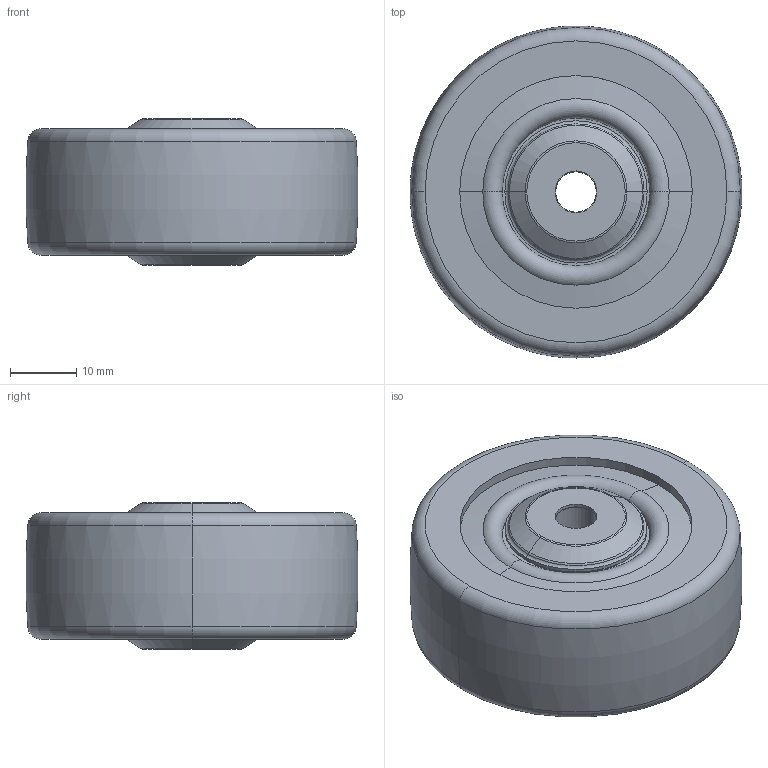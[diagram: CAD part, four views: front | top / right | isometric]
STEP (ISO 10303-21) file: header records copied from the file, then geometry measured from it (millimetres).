
FILE_DESCRIPTION (( 'STEP AP203' ), '1' );
FILE_NAME ('tente agila 50 swivel wheel_Default_sldprt.STEP', '2025-04-30T13:52:04', ( '' ), ( '' ), 'SwSTEP 2.0', 'SolidWorks 2024', '' );
FILE_SCHEMA (( 'CONFIG_CONTROL_DESIGN' ));
Length unit declared in the file: millimetre
Products named in the file (1): tente agila 50 swivel wheel_Default_sldprt
Bounding box: 49.93 x 49.93 x 22 mm (x, y, z)
Volume: 34737.5 mm3; surface area: 9446.9 mm2
Topology: 1 solids, 1 shells, 110 faces, 220 edges, 124 vertices
Faces by surface type: torus 42, cone 28, cylinder 26, plane 14
Entity records: 2947 total; most frequent: DIRECTION 608, CARTESIAN_POINT 455, ORIENTED_EDGE 440, AXIS2_PLACEMENT_3D 277, EDGE_CURVE 220, CIRCLE 166, EDGE_LOOP 124, VERTEX_POINT 124
